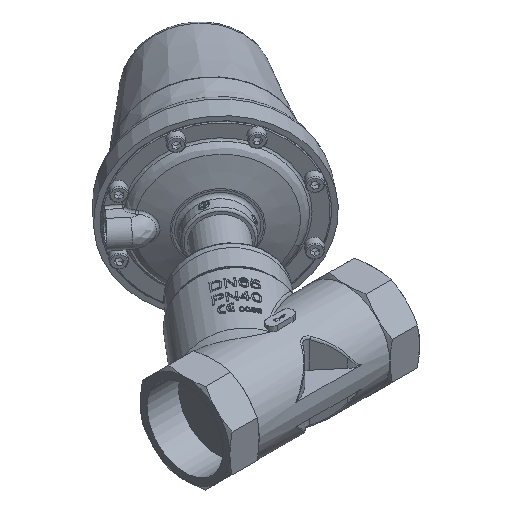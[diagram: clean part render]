
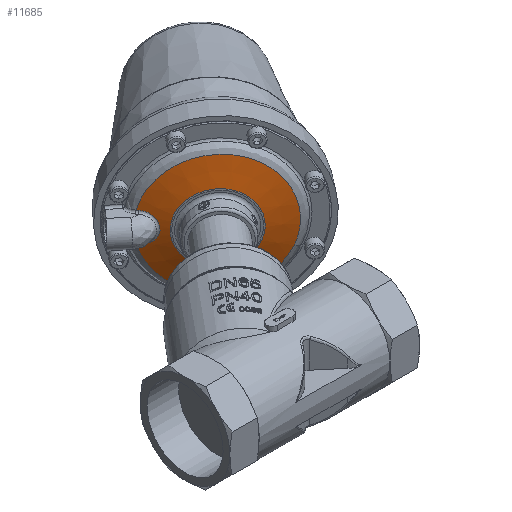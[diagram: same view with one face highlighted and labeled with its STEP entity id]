
A CAD part, isometric view. The second image highlights one B-rep face of the part: STEP entity #11685.
In plain terms, the highlighted conical face has half-angle 77 degrees and reference radius 47.388 mm.
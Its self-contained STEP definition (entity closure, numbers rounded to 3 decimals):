
#564=CONICAL_SURFACE('',#12730,47.388,1.344);
#942=B_SPLINE_CURVE_WITH_KNOTS('',3,(#23920,#23921,#23922,#23923),
 .UNSPECIFIED.,.F.,.F.,(4,4),(-0.209,0.),.UNSPECIFIED.);
#944=B_SPLINE_CURVE_WITH_KNOTS('',3,(#23981,#23982,#23983,#23984,#23985,
#23986,#23987,#23988,#23989,#23990),.UNSPECIFIED.,.F.,.F.,(4,1,1,1,1,1,
1,4),(-4.432,-3.799,-3.166,-2.533,
-1.899,-1.266,-0.633,0.),
 .UNSPECIFIED.);
#946=B_SPLINE_CURVE_WITH_KNOTS('',3,(#24024,#24025,#24026,#24027),
 .UNSPECIFIED.,.F.,.F.,(4,4),(-0.209,0.),.UNSPECIFIED.);
#952=B_SPLINE_CURVE_WITH_KNOTS('',3,(#24227,#24228,#24229,#24230,#24231,
#24232,#24233,#24234,#24235,#24236,#24237,#24238,#24239,#24240,#24241,#24242,
#24243,#24244,#24245,#24246,#24247,#24248,#24249,#24250,#24251),
 .UNSPECIFIED.,.F.,.F.,(4,1,1,1,1,1,1,1,1,1,1,1,1,1,1,1,1,1,1,1,1,1,4),
(-17.734,-16.943,-16.623,-15.344,
-14.705,-14.066,-13.586,-13.426,
-12.787,-11.508,-11.029,-10.549,
-10.23,-8.525,-8.098,-7.672,
-5.967,-5.115,-3.836,-3.197,
-2.557,-1.279,0.),.UNSPECIFIED.);
#954=B_SPLINE_CURVE_WITH_KNOTS('',3,(#24286,#24287,#24288,#24289,#24290,
#24291,#24292,#24293,#24294,#24295,#24296,#24297,#24298,#24299,#24300,#24301),
 .UNSPECIFIED.,.F.,.F.,(4,1,1,1,1,1,1,1,1,1,1,1,1,4),(-33.907,
-32.932,-31.957,-30.981,-30.006,
-29.031,-28.056,-26.755,-26.105,
-24.805,-24.155,-23.179,-22.204,
-20.421),.UNSPECIFIED.);
#1243=CIRCLE('',#12731,32.055);
#1244=CIRCLE('',#12732,32.055);
#1245=CIRCLE('',#12733,32.055);
#2134=FACE_OUTER_BOUND('',#2844,.T.);
#2844=EDGE_LOOP('',(#9884,#9885,#9886,#9887,#9888,#9889,#9890,#9891,#9892,
#9893));
#3616=LINE('',#24285,#4300);
#4300=VECTOR('',#15078,47.388);
#5268=VERTEX_POINT('',#23884);
#5270=VERTEX_POINT('',#23919);
#5272=VERTEX_POINT('',#23980);
#5274=VERTEX_POINT('',#24023);
#5281=VERTEX_POINT('',#24226);
#5283=VERTEX_POINT('',#24280);
#5284=VERTEX_POINT('',#24281);
#5285=VERTEX_POINT('',#24283);
#6874=EDGE_CURVE('',#5268,#5270,#942,.T.);
#6877=EDGE_CURVE('',#5270,#5272,#944,.T.);
#6880=EDGE_CURVE('',#5272,#5274,#946,.T.);
#6893=EDGE_CURVE('',#5274,#5281,#952,.T.);
#6896=EDGE_CURVE('',#5283,#5284,#1243,.T.);
#6897=EDGE_CURVE('',#5285,#5283,#1244,.T.);
#6898=EDGE_CURVE('',#5285,#5281,#3616,.T.);
#6899=EDGE_CURVE('',#5281,#5268,#954,.T.);
#6900=EDGE_CURVE('',#5284,#5285,#1245,.T.);
#9884=ORIENTED_EDGE('',*,*,#6896,.F.);
#9885=ORIENTED_EDGE('',*,*,#6897,.F.);
#9886=ORIENTED_EDGE('',*,*,#6898,.T.);
#9887=ORIENTED_EDGE('',*,*,#6893,.F.);
#9888=ORIENTED_EDGE('',*,*,#6880,.F.);
#9889=ORIENTED_EDGE('',*,*,#6877,.F.);
#9890=ORIENTED_EDGE('',*,*,#6874,.F.);
#9891=ORIENTED_EDGE('',*,*,#6899,.F.);
#9892=ORIENTED_EDGE('',*,*,#6898,.F.);
#9893=ORIENTED_EDGE('',*,*,#6900,.F.);
#11685=ADVANCED_FACE('',(#2134),#564,.T.);
#12730=AXIS2_PLACEMENT_3D('',#24279,#15072,#15073);
#12731=AXIS2_PLACEMENT_3D('',#24282,#15074,#15075);
#12732=AXIS2_PLACEMENT_3D('',#24284,#15076,#15077);
#12733=AXIS2_PLACEMENT_3D('',#24302,#15079,#15080);
#15072=DIRECTION('center_axis',(0.,1.,0.));
#15073=DIRECTION('ref_axis',(1.,0.,0.));
#15074=DIRECTION('center_axis',(0.,-1.,0.));
#15075=DIRECTION('ref_axis',(1.,0.,0.));
#15076=DIRECTION('center_axis',(0.,-1.,0.));
#15077=DIRECTION('ref_axis',(1.,0.,0.));
#15078=DIRECTION('',(-0.974,0.225,0.));
#15079=DIRECTION('center_axis',(0.,-1.,0.));
#15080=DIRECTION('ref_axis',(1.,0.,0.));
#23884=CARTESIAN_POINT('',(45.107,20.729,33.717));
#23919=CARTESIAN_POINT('',(43.226,20.274,32.934));
#23920=CARTESIAN_POINT('Ctrl Pts',(45.107,20.729,33.717));
#23921=CARTESIAN_POINT('Ctrl Pts',(44.48,20.577,33.456));
#23922=CARTESIAN_POINT('Ctrl Pts',(43.853,20.425,33.195));
#23923=CARTESIAN_POINT('Ctrl Pts',(43.226,20.274,32.934));
#23980=CARTESIAN_POINT('',(53.853,20.274,7.277));
#23981=CARTESIAN_POINT('Ctrl Pts',(43.226,20.274,32.934));
#23982=CARTESIAN_POINT('Ctrl Pts',(41.325,19.814,32.142));
#23983=CARTESIAN_POINT('Ctrl Pts',(37.812,18.835,29.745));
#23984=CARTESIAN_POINT('Ctrl Pts',(34.708,17.476,24.15));
#23985=CARTESIAN_POINT('Ctrl Pts',(34.391,16.621,17.726));
#23986=CARTESIAN_POINT('Ctrl Pts',(36.862,16.621,11.763));
#23987=CARTESIAN_POINT('Ctrl Pts',(41.652,17.483,7.45));
#23988=CARTESIAN_POINT('Ctrl Pts',(47.795,18.841,5.706));
#23989=CARTESIAN_POINT('Ctrl Pts',(51.949,19.814,6.493));
#23990=CARTESIAN_POINT('Ctrl Pts',(53.853,20.274,7.277));
#24023=CARTESIAN_POINT('',(55.737,20.729,8.054));
#24024=CARTESIAN_POINT('Ctrl Pts',(53.853,20.274,7.277));
#24025=CARTESIAN_POINT('Ctrl Pts',(54.481,20.425,7.536));
#24026=CARTESIAN_POINT('Ctrl Pts',(55.109,20.577,7.795));
#24027=CARTESIAN_POINT('Ctrl Pts',(55.737,20.729,8.054));
#24226=CARTESIAN_POINT('',(-56.316,20.729,0.));
#24227=CARTESIAN_POINT('Ctrl Pts',(55.737,20.729,8.054));
#24228=CARTESIAN_POINT('Ctrl Pts',(56.131,20.729,5.327));
#24229=CARTESIAN_POINT('Ctrl Pts',(56.4,20.729,1.475));
#24230=CARTESIAN_POINT('Ctrl Pts',(56.137,20.729,-6.814));
#24231=CARTESIAN_POINT('Ctrl Pts',(54.711,20.729,-14.594));
#24232=CARTESIAN_POINT('Ctrl Pts',(51.601,20.729,-22.879));
#24233=CARTESIAN_POINT('Ctrl Pts',(48.784,20.729,-28.342));
#24234=CARTESIAN_POINT('Ctrl Pts',(46.332,20.729,-32.076));
#24235=CARTESIAN_POINT('Ctrl Pts',(43.666,20.729,-35.654));
#24236=CARTESIAN_POINT('Ctrl Pts',(38.957,20.729,-41.091));
#24237=CARTESIAN_POINT('Ctrl Pts',(32.396,20.729,-46.394));
#24238=CARTESIAN_POINT('Ctrl Pts',(25.601,20.729,-50.242));
#24239=CARTESIAN_POINT('Ctrl Pts',(21.582,20.729,-52.072));
#24240=CARTESIAN_POINT('Ctrl Pts',(13.387,20.729,-55.099));
#24241=CARTESIAN_POINT('Ctrl Pts',(4.848,20.729,-56.517));
#24242=CARTESIAN_POINT('Ctrl Pts',(-4.007,20.729,-56.232));
#24243=CARTESIAN_POINT('Ctrl Pts',(-12.92,20.729,-55.236));
#24244=CARTESIAN_POINT('Ctrl Pts',(-22.86,20.729,-52.069));
#24245=CARTESIAN_POINT('Ctrl Pts',(-34.371,20.729,-45.083));
#24246=CARTESIAN_POINT('Ctrl Pts',(-41.466,20.729,-38.558));
#24247=CARTESIAN_POINT('Ctrl Pts',(-46.896,20.729,-31.423));
#24248=CARTESIAN_POINT('Ctrl Pts',(-51.402,20.729,-23.742));
#24249=CARTESIAN_POINT('Ctrl Pts',(-55.264,20.729,-13.302));
#24250=CARTESIAN_POINT('Ctrl Pts',(-56.316,20.729,-4.421));
#24251=CARTESIAN_POINT('Ctrl Pts',(-56.316,20.729,0.));
#24279=CARTESIAN_POINT('Origin',(0.,18.668,0.));
#24280=CARTESIAN_POINT('',(32.055,15.128,0.));
#24281=CARTESIAN_POINT('',(0.,15.128,32.055));
#24282=CARTESIAN_POINT('Origin',(0.,15.128,0.));
#24283=CARTESIAN_POINT('',(-32.055,15.128,0.));
#24284=CARTESIAN_POINT('Origin',(0.,15.128,0.));
#24285=CARTESIAN_POINT('',(-47.388,18.668,0.));
#24286=CARTESIAN_POINT('Ctrl Pts',(-56.316,20.729,0.));
#24287=CARTESIAN_POINT('Ctrl Pts',(-56.316,20.729,3.372));
#24288=CARTESIAN_POINT('Ctrl Pts',(-55.701,20.729,10.19));
#24289=CARTESIAN_POINT('Ctrl Pts',(-52.958,20.729,20.035));
#24290=CARTESIAN_POINT('Ctrl Pts',(-48.51,20.729,29.207));
#24291=CARTESIAN_POINT('Ctrl Pts',(-42.434,20.729,37.49));
#24292=CARTESIAN_POINT('Ctrl Pts',(-35.05,20.729,44.471));
#24293=CARTESIAN_POINT('Ctrl Pts',(-25.47,20.729,50.702));
#24294=CARTESIAN_POINT('Ctrl Pts',(-15.963,20.729,54.338));
#24295=CARTESIAN_POINT('Ctrl Pts',(-4.746,20.729,56.437));
#24296=CARTESIAN_POINT('Ctrl Pts',(4.284,20.729,56.473));
#24297=CARTESIAN_POINT('Ctrl Pts',(14.403,20.729,54.667));
#24298=CARTESIAN_POINT('Ctrl Pts',(22.943,20.729,51.766));
#24299=CARTESIAN_POINT('Ctrl Pts',(34.393,20.729,45.395));
#24300=CARTESIAN_POINT('Ctrl Pts',(41.386,20.729,38.696));
#24301=CARTESIAN_POINT('Ctrl Pts',(45.107,20.729,33.717));
#24302=CARTESIAN_POINT('Origin',(0.,15.128,0.));
